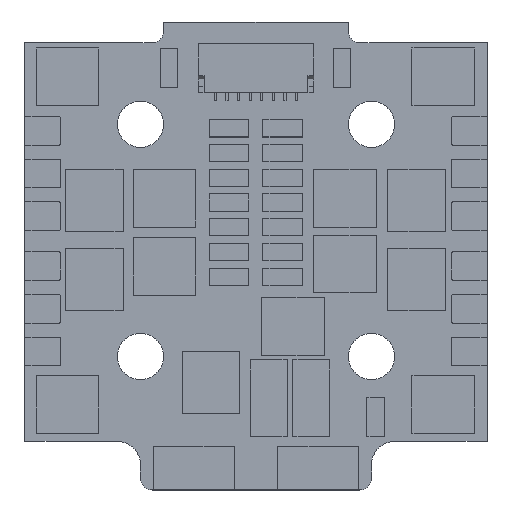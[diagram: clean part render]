
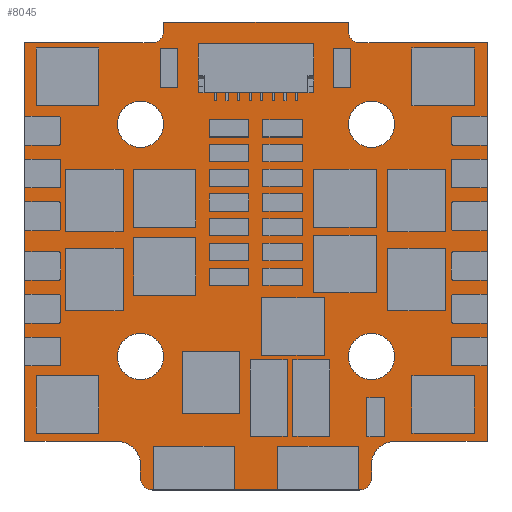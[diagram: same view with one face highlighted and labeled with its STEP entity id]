
A CAD part, top view. The second image highlights one B-rep face of the part: STEP entity #8045.
In plain terms, the highlighted planar face has unit normal (0, 0, 1).
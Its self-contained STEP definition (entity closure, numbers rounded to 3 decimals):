
#86=CIRCLE('',#8646,2.);
#88=CIRCLE('',#8649,2.);
#90=CIRCLE('',#8652,2.);
#92=CIRCLE('',#8655,2.);
#95=CIRCLE('',#8659,2.);
#97=CIRCLE('',#8665,1.);
#99=CIRCLE('',#8671,1.);
#101=CIRCLE('',#8677,2.);
#103=CIRCLE('',#8681,1.);
#105=CIRCLE('',#8685,1.);
#300=FACE_BOUND('',#1242,.T.);
#301=FACE_BOUND('',#1243,.T.);
#302=FACE_BOUND('',#1244,.T.);
#303=FACE_BOUND('',#1245,.T.);
#769=FACE_OUTER_BOUND('',#1241,.T.);
#1241=EDGE_LOOP('',(#7111,#7112,#7113,#7114,#7115,#7116,#7117,#7118,#7119,
#7120,#7121,#7122,#7123,#7124,#7125,#7126,#7127,#7128));
#1242=EDGE_LOOP('',(#7129));
#1243=EDGE_LOOP('',(#7130));
#1244=EDGE_LOOP('',(#7131));
#1245=EDGE_LOOP('',(#7132));
#2210=LINE('',#12927,#3208);
#2213=LINE('',#12933,#3211);
#2216=LINE('',#12939,#3214);
#2220=LINE('',#12951,#3218);
#2223=LINE('',#12957,#3221);
#2226=LINE('',#12963,#3224);
#2230=LINE('',#12975,#3228);
#2233=LINE('',#12981,#3231);
#2236=LINE('',#12987,#3234);
#2240=LINE('',#12999,#3238);
#2244=LINE('',#13011,#3242);
#2248=LINE('',#13021,#3246);
#3208=VECTOR('',#10672,10.);
#3211=VECTOR('',#10677,10.);
#3214=VECTOR('',#10682,10.);
#3218=VECTOR('',#10694,10.);
#3221=VECTOR('',#10699,10.);
#3224=VECTOR('',#10704,10.);
#3228=VECTOR('',#10716,10.);
#3231=VECTOR('',#10721,10.);
#3234=VECTOR('',#10726,10.);
#3238=VECTOR('',#10738,10.);
#3242=VECTOR('',#10750,10.);
#3246=VECTOR('',#10762,10.);
#3913=VERTEX_POINT('',#12891);
#3915=VERTEX_POINT('',#12897);
#3917=VERTEX_POINT('',#12903);
#3919=VERTEX_POINT('',#12909);
#3923=VERTEX_POINT('',#12918);
#3924=VERTEX_POINT('',#12920);
#3926=VERTEX_POINT('',#12926);
#3928=VERTEX_POINT('',#12932);
#3930=VERTEX_POINT('',#12938);
#3932=VERTEX_POINT('',#12944);
#3934=VERTEX_POINT('',#12950);
#3936=VERTEX_POINT('',#12956);
#3938=VERTEX_POINT('',#12962);
#3940=VERTEX_POINT('',#12968);
#3942=VERTEX_POINT('',#12974);
#3944=VERTEX_POINT('',#12980);
#3946=VERTEX_POINT('',#12986);
#3948=VERTEX_POINT('',#12992);
#3950=VERTEX_POINT('',#12998);
#3952=VERTEX_POINT('',#13004);
#3954=VERTEX_POINT('',#13010);
#3956=VERTEX_POINT('',#13016);
#4957=EDGE_CURVE('',#3913,#3913,#86,.T.);
#4960=EDGE_CURVE('',#3915,#3915,#88,.T.);
#4963=EDGE_CURVE('',#3917,#3917,#90,.T.);
#4966=EDGE_CURVE('',#3919,#3919,#92,.T.);
#4971=EDGE_CURVE('',#3924,#3923,#95,.T.);
#4974=EDGE_CURVE('',#3926,#3924,#2210,.T.);
#4977=EDGE_CURVE('',#3928,#3926,#2213,.T.);
#4980=EDGE_CURVE('',#3930,#3928,#2216,.T.);
#4983=EDGE_CURVE('',#3932,#3930,#97,.T.);
#4986=EDGE_CURVE('',#3934,#3932,#2220,.T.);
#4989=EDGE_CURVE('',#3936,#3934,#2223,.T.);
#4992=EDGE_CURVE('',#3938,#3936,#2226,.T.);
#4995=EDGE_CURVE('',#3940,#3938,#99,.T.);
#4998=EDGE_CURVE('',#3942,#3940,#2230,.T.);
#5001=EDGE_CURVE('',#3944,#3942,#2233,.T.);
#5004=EDGE_CURVE('',#3946,#3944,#2236,.T.);
#5007=EDGE_CURVE('',#3948,#3946,#101,.T.);
#5010=EDGE_CURVE('',#3950,#3948,#2240,.T.);
#5013=EDGE_CURVE('',#3952,#3950,#103,.T.);
#5016=EDGE_CURVE('',#3954,#3952,#2244,.T.);
#5019=EDGE_CURVE('',#3956,#3954,#105,.T.);
#5022=EDGE_CURVE('',#3923,#3956,#2248,.T.);
#7111=ORIENTED_EDGE('',*,*,#5022,.T.);
#7112=ORIENTED_EDGE('',*,*,#5019,.T.);
#7113=ORIENTED_EDGE('',*,*,#5016,.T.);
#7114=ORIENTED_EDGE('',*,*,#5013,.T.);
#7115=ORIENTED_EDGE('',*,*,#5010,.T.);
#7116=ORIENTED_EDGE('',*,*,#5007,.T.);
#7117=ORIENTED_EDGE('',*,*,#5004,.T.);
#7118=ORIENTED_EDGE('',*,*,#5001,.T.);
#7119=ORIENTED_EDGE('',*,*,#4998,.T.);
#7120=ORIENTED_EDGE('',*,*,#4995,.T.);
#7121=ORIENTED_EDGE('',*,*,#4992,.T.);
#7122=ORIENTED_EDGE('',*,*,#4989,.T.);
#7123=ORIENTED_EDGE('',*,*,#4986,.T.);
#7124=ORIENTED_EDGE('',*,*,#4983,.T.);
#7125=ORIENTED_EDGE('',*,*,#4980,.T.);
#7126=ORIENTED_EDGE('',*,*,#4977,.T.);
#7127=ORIENTED_EDGE('',*,*,#4974,.T.);
#7128=ORIENTED_EDGE('',*,*,#4971,.T.);
#7129=ORIENTED_EDGE('',*,*,#4966,.T.);
#7130=ORIENTED_EDGE('',*,*,#4963,.T.);
#7131=ORIENTED_EDGE('',*,*,#4960,.T.);
#7132=ORIENTED_EDGE('',*,*,#4957,.T.);
#7582=PLANE('',#8687);
#8045=ADVANCED_FACE('',(#769,#300,#301,#302,#303),#7582,.T.);
#8646=AXIS2_PLACEMENT_3D('',#12892,#10635,#10636);
#8649=AXIS2_PLACEMENT_3D('',#12898,#10642,#10643);
#8652=AXIS2_PLACEMENT_3D('',#12904,#10649,#10650);
#8655=AXIS2_PLACEMENT_3D('',#12910,#10656,#10657);
#8659=AXIS2_PLACEMENT_3D('',#12921,#10666,#10667);
#8665=AXIS2_PLACEMENT_3D('',#12945,#10688,#10689);
#8671=AXIS2_PLACEMENT_3D('',#12969,#10710,#10711);
#8677=AXIS2_PLACEMENT_3D('',#12993,#10732,#10733);
#8681=AXIS2_PLACEMENT_3D('',#13005,#10744,#10745);
#8685=AXIS2_PLACEMENT_3D('',#13017,#10756,#10757);
#8687=AXIS2_PLACEMENT_3D('',#13022,#10763,#10764);
#10635=DIRECTION('center_axis',(0.,0.,-1.));
#10636=DIRECTION('ref_axis',(1.,0.,0.));
#10642=DIRECTION('center_axis',(0.,0.,-1.));
#10643=DIRECTION('ref_axis',(1.,0.,0.));
#10649=DIRECTION('center_axis',(0.,0.,-1.));
#10650=DIRECTION('ref_axis',(1.,0.,0.));
#10656=DIRECTION('center_axis',(0.,0.,-1.));
#10657=DIRECTION('ref_axis',(1.,0.,0.));
#10666=DIRECTION('center_axis',(0.,0.,-1.));
#10667=DIRECTION('ref_axis',(1.,0.,0.));
#10672=DIRECTION('',(1.,0.,0.));
#10677=DIRECTION('',(0.,-1.,0.));
#10682=DIRECTION('',(-1.,0.,0.));
#10688=DIRECTION('center_axis',(0.,0.,-1.));
#10689=DIRECTION('ref_axis',(0.,-1.,0.));
#10694=DIRECTION('',(0.,-1.,0.));
#10699=DIRECTION('',(-1.,0.,0.));
#10704=DIRECTION('',(0.,1.,0.));
#10710=DIRECTION('center_axis',(0.,0.,-1.));
#10711=DIRECTION('ref_axis',(-1.,0.,0.));
#10716=DIRECTION('',(-1.,0.,0.));
#10721=DIRECTION('',(0.,1.,0.));
#10726=DIRECTION('',(1.,0.,0.));
#10732=DIRECTION('center_axis',(0.,0.,-1.));
#10733=DIRECTION('ref_axis',(0.,1.,0.));
#10738=DIRECTION('',(0.,1.,0.));
#10744=DIRECTION('center_axis',(0.,0.,1.));
#10745=DIRECTION('ref_axis',(0.,-1.,0.));
#10750=DIRECTION('',(1.,0.,0.));
#10756=DIRECTION('center_axis',(0.,0.,1.));
#10757=DIRECTION('ref_axis',(-1.,0.,0.));
#10762=DIRECTION('',(0.,-1.,0.));
#10763=DIRECTION('center_axis',(0.,0.,1.));
#10764=DIRECTION('ref_axis',(1.,0.,0.));
#12891=CARTESIAN_POINT('',(-12.,11.4,1.6));
#12892=CARTESIAN_POINT('Origin',(-10.,11.4,1.6));
#12897=CARTESIAN_POINT('',(8.,-8.7,1.6));
#12898=CARTESIAN_POINT('Origin',(10.,-8.7,1.6));
#12903=CARTESIAN_POINT('',(-12.,-8.7,1.6));
#12904=CARTESIAN_POINT('Origin',(-10.,-8.7,1.6));
#12909=CARTESIAN_POINT('',(8.,11.4,1.6));
#12910=CARTESIAN_POINT('Origin',(10.,11.4,1.6));
#12918=CARTESIAN_POINT('',(-10.,-18.05,1.6));
#12920=CARTESIAN_POINT('',(-12.,-16.05,1.6));
#12921=CARTESIAN_POINT('Origin',(-12.,-18.05,1.6));
#12926=CARTESIAN_POINT('',(-20.,-16.05,1.6));
#12927=CARTESIAN_POINT('',(-20.,-16.05,1.6));
#12932=CARTESIAN_POINT('',(-20.,18.45,1.6));
#12933=CARTESIAN_POINT('',(-20.,18.45,1.6));
#12938=CARTESIAN_POINT('',(-9.,18.45,1.6));
#12939=CARTESIAN_POINT('',(-9.,18.45,1.6));
#12944=CARTESIAN_POINT('',(-8.,19.45,1.6));
#12945=CARTESIAN_POINT('Origin',(-9.,19.45,1.6));
#12950=CARTESIAN_POINT('',(-8.,20.25,1.6));
#12951=CARTESIAN_POINT('',(-8.,20.25,1.6));
#12956=CARTESIAN_POINT('',(8.,20.25,1.6));
#12957=CARTESIAN_POINT('',(8.,20.25,1.6));
#12962=CARTESIAN_POINT('',(8.,19.45,1.6));
#12963=CARTESIAN_POINT('',(8.,19.45,1.6));
#12968=CARTESIAN_POINT('',(9.,18.45,1.6));
#12969=CARTESIAN_POINT('Origin',(9.,19.45,1.6));
#12974=CARTESIAN_POINT('',(20.,18.45,1.6));
#12975=CARTESIAN_POINT('',(20.,18.45,1.6));
#12980=CARTESIAN_POINT('',(20.,-16.05,1.6));
#12981=CARTESIAN_POINT('',(20.,-16.05,1.6));
#12986=CARTESIAN_POINT('',(12.,-16.05,1.6));
#12987=CARTESIAN_POINT('',(12.,-16.05,1.6));
#12992=CARTESIAN_POINT('',(10.,-18.05,1.6));
#12993=CARTESIAN_POINT('Origin',(12.,-18.05,1.6));
#12998=CARTESIAN_POINT('',(10.,-19.25,1.6));
#12999=CARTESIAN_POINT('',(10.,-19.25,1.6));
#13004=CARTESIAN_POINT('',(9.,-20.25,1.6));
#13005=CARTESIAN_POINT('Origin',(9.,-19.25,1.6));
#13010=CARTESIAN_POINT('',(-9.,-20.25,1.6));
#13011=CARTESIAN_POINT('',(-9.,-20.25,1.6));
#13016=CARTESIAN_POINT('',(-10.,-19.25,1.6));
#13017=CARTESIAN_POINT('Origin',(-9.,-19.25,1.6));
#13021=CARTESIAN_POINT('',(-10.,-18.05,1.6));
#13022=CARTESIAN_POINT('Origin',(0.,0.,
1.6));
